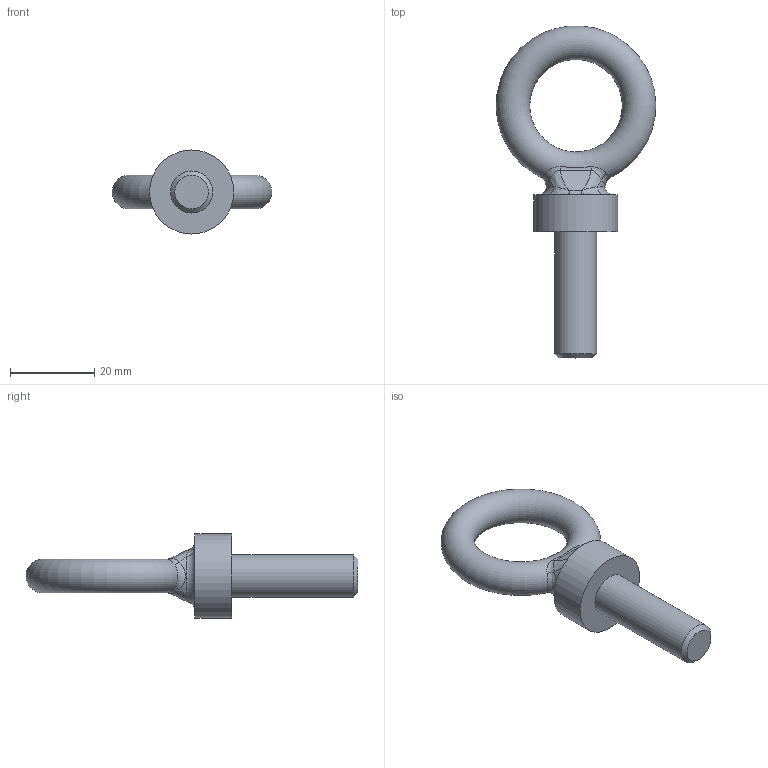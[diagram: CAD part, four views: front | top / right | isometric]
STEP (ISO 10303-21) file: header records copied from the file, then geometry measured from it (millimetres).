
FILE_DESCRIPTION(/* description */ (''),/* implementation_level */ '2;1');
FILE_NAME(/* name */ 'RGS_10.stp',/* time_stamp */ '2017-11-17T12:15:26+01:00',/* author */ (''),/* organization */ (''),/* preprocessor_version */ 'ST-DEVELOPER v16',/* originating_system */ 'SIEMENS PLM Software NX 11.0',/* authorisation */ '');
FILE_SCHEMA (('AUTOMOTIVE_DESIGN { 1 0 10303 214 3 1 1 1 }'));
Length unit declared in the file: millimetre
Products named in the file (1): RGS_10
Bounding box: 37.99 x 78.96 x 20 mm (x, y, z)
Volume: 10409.9 mm3; surface area: 4367.9 mm2
Topology: 1 solids, 1 shells, 39 faces, 86 edges, 50 vertices
Faces by surface type: bspline 24, cylinder 6, plane 5, torus 3, cone 1
Full cylindrical faces by diameter (mm): 10 x1, 20 x1
Entity records: 1508 total; most frequent: CARTESIAN_POINT 750, ORIENTED_EDGE 162, DIRECTION 118, EDGE_CURVE 81, AXIS2_PLACEMENT_3D 57, VERTEX_POINT 49, EDGE_LOOP 44, ADVANCED_FACE 39
